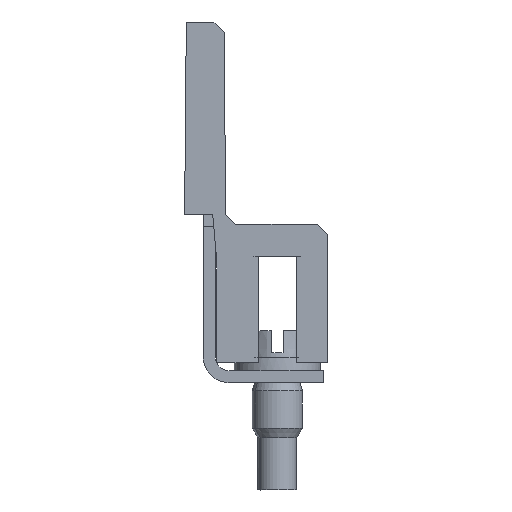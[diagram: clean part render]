
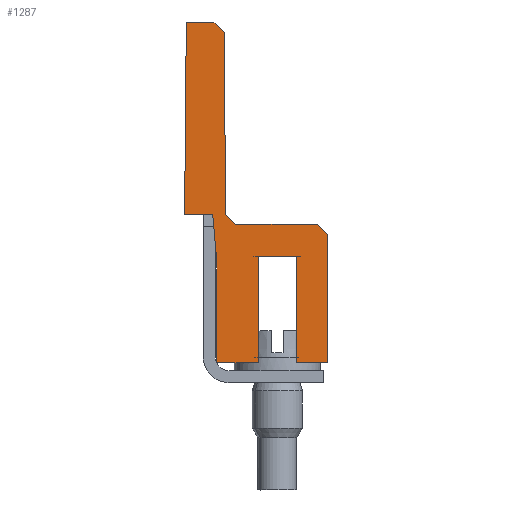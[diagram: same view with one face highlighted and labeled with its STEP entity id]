
A CAD part, left-side view. The second image highlights one B-rep face of the part: STEP entity #1287.
In plain terms, the highlighted planar face has unit normal (-1, 0, 0).
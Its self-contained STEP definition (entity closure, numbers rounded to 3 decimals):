
#1247=AXIS2_PLACEMENT_3D('Plane Axis2P3D',#1244,#1245,#1246) ;
#210=CARTESIAN_POINT('Vertex',(0.163,5.154,22.852)) ;
#213=CARTESIAN_POINT('Line Origine',(0.163,5.115,18.305)) ;
#217=CARTESIAN_POINT('Vertex',(0.163,5.075,13.757)) ;
#505=CARTESIAN_POINT('Vertex',(0.163,4.575,13.257)) ;
#508=CARTESIAN_POINT('Line Origine',(0.163,4.825,13.507)) ;
#529=CARTESIAN_POINT('Vertex',(0.162,0.5,13.257)) ;
#532=CARTESIAN_POINT('Line Origine',(0.163,2.538,13.257)) ;
#571=CARTESIAN_POINT('Vertex',(0.163,0.,12.757)) ;
#574=CARTESIAN_POINT('Line Origine',(0.162,0.25,13.007)) ;
#591=CARTESIAN_POINT('Line Origine',(0.163,0.,9.557)) ;
#595=CARTESIAN_POINT('Vertex',(0.163,0.,6.357)) ;
#615=CARTESIAN_POINT('Line Origine',(0.163,0.778,6.357)) ;
#619=CARTESIAN_POINT('Vertex',(0.163,1.557,6.357)) ;
#643=CARTESIAN_POINT('Vertex',(0.163,1.557,11.657)) ;
#646=CARTESIAN_POINT('Line Origine',(0.163,1.557,9.007)) ;
#663=CARTESIAN_POINT('Line Origine',(0.163,2.5,11.657)) ;
#667=CARTESIAN_POINT('Vertex',(0.163,3.443,11.657)) ;
#700=CARTESIAN_POINT('Line Origine',(0.163,3.443,9.007)) ;
#704=CARTESIAN_POINT('Vertex',(0.163,3.443,6.357)) ;
#719=CARTESIAN_POINT('Line Origine',(0.163,4.484,6.357)) ;
#723=CARTESIAN_POINT('Vertex',(0.163,5.525,6.357)) ;
#747=CARTESIAN_POINT('Vertex',(0.163,5.525,11.482)) ;
#750=CARTESIAN_POINT('Line Origine',(0.163,5.525,8.919)) ;
#771=CARTESIAN_POINT('Vertex',(0.163,5.724,13.754)) ;
#774=CARTESIAN_POINT('Line Origine',(0.163,5.624,12.618)) ;
#791=CARTESIAN_POINT('Line Origine',(0.163,5.724,13.755)) ;
#795=CARTESIAN_POINT('Vertex',(0.163,5.724,13.757)) ;
#1224=CARTESIAN_POINT('Vertex',(0.163,5.659,23.357)) ;
#1227=CARTESIAN_POINT('Line Origine',(0.162,5.407,23.105)) ;
#1244=CARTESIAN_POINT('Axis2P3D Location',(0.163,2.5,6.357)) ;
#1249=CARTESIAN_POINT('Line Origine',(0.163,6.424,13.757)) ;
#1253=CARTESIAN_POINT('Vertex',(0.163,7.125,13.757)) ;
#1256=CARTESIAN_POINT('Line Origine',(0.163,6.35,23.357)) ;
#1260=CARTESIAN_POINT('Vertex',(0.163,7.041,23.357)) ;
#1263=CARTESIAN_POINT('Line Origine',(0.163,7.083,18.557)) ;
#214=DIRECTION('Vector Direction',(0.,-0.009,-1.)) ;
#509=DIRECTION('Vector Direction',(0.,0.707,0.707)) ;
#533=DIRECTION('Vector Direction',(0.,-1.,0.)) ;
#575=DIRECTION('Vector Direction',(0.,-0.707,-0.707)) ;
#592=DIRECTION('Vector Direction',(0.,0.,-1.)) ;
#616=DIRECTION('Vector Direction',(0.,-1.,0.)) ;
#647=DIRECTION('Vector Direction',(0.,0.,-1.)) ;
#664=DIRECTION('Vector Direction',(0.,-1.,0.)) ;
#701=DIRECTION('Vector Direction',(0.,0.,-1.)) ;
#720=DIRECTION('Vector Direction',(0.,-1.,0.)) ;
#751=DIRECTION('Vector Direction',(0.,0.,-1.)) ;
#775=DIRECTION('Vector Direction',(0.,-0.087,-0.996)) ;
#792=DIRECTION('Vector Direction',(0.,0.,-1.)) ;
#1228=DIRECTION('Vector Direction',(0.,-0.707,-0.707)) ;
#1245=DIRECTION('Axis2P3D Direction',(-1.,0.,0.)) ;
#1246=DIRECTION('Axis2P3D XDirection',(0.,-1.,0.)) ;
#1250=DIRECTION('Vector Direction',(0.,-1.,0.)) ;
#1257=DIRECTION('Vector Direction',(0.,-1.,0.)) ;
#1264=DIRECTION('Vector Direction',(0.,0.009,-1.)) ;
#215=VECTOR('Line Direction',#214,1.) ;
#510=VECTOR('Line Direction',#509,1.) ;
#534=VECTOR('Line Direction',#533,1.) ;
#576=VECTOR('Line Direction',#575,1.) ;
#593=VECTOR('Line Direction',#592,1.) ;
#617=VECTOR('Line Direction',#616,1.) ;
#648=VECTOR('Line Direction',#647,1.) ;
#665=VECTOR('Line Direction',#664,1.) ;
#702=VECTOR('Line Direction',#701,1.) ;
#721=VECTOR('Line Direction',#720,1.) ;
#752=VECTOR('Line Direction',#751,1.) ;
#776=VECTOR('Line Direction',#775,1.) ;
#793=VECTOR('Line Direction',#792,1.) ;
#1229=VECTOR('Line Direction',#1228,1.) ;
#1251=VECTOR('Line Direction',#1250,1.) ;
#1258=VECTOR('Line Direction',#1257,1.) ;
#1265=VECTOR('Line Direction',#1264,1.) ;
#1269=ORIENTED_EDGE('',*,*,#1255,.T.) ;
#1270=ORIENTED_EDGE('',*,*,#797,.T.) ;
#1271=ORIENTED_EDGE('',*,*,#778,.T.) ;
#1272=ORIENTED_EDGE('',*,*,#754,.T.) ;
#1273=ORIENTED_EDGE('',*,*,#725,.T.) ;
#1274=ORIENTED_EDGE('',*,*,#706,.T.) ;
#1275=ORIENTED_EDGE('',*,*,#669,.T.) ;
#1276=ORIENTED_EDGE('',*,*,#650,.F.) ;
#1277=ORIENTED_EDGE('',*,*,#621,.T.) ;
#1278=ORIENTED_EDGE('',*,*,#597,.T.) ;
#1279=ORIENTED_EDGE('',*,*,#578,.F.) ;
#1280=ORIENTED_EDGE('',*,*,#536,.T.) ;
#1281=ORIENTED_EDGE('',*,*,#512,.T.) ;
#1282=ORIENTED_EDGE('',*,*,#219,.T.) ;
#1283=ORIENTED_EDGE('',*,*,#1231,.F.) ;
#1284=ORIENTED_EDGE('',*,*,#1262,.T.) ;
#1285=ORIENTED_EDGE('',*,*,#1267,.T.) ;
#1287=ADVANCED_FACE('KU_WQV2.5/8',(#1286),#1248,.T.) ;
#219=EDGE_CURVE('',#218,#211,#216,.F.) ;
#512=EDGE_CURVE('',#506,#218,#511,.T.) ;
#536=EDGE_CURVE('',#530,#506,#535,.F.) ;
#578=EDGE_CURVE('',#530,#572,#577,.T.) ;
#597=EDGE_CURVE('',#596,#572,#594,.F.) ;
#621=EDGE_CURVE('',#620,#596,#618,.T.) ;
#650=EDGE_CURVE('',#620,#644,#649,.F.) ;
#669=EDGE_CURVE('',#668,#644,#666,.T.) ;
#706=EDGE_CURVE('',#705,#668,#703,.F.) ;
#725=EDGE_CURVE('',#724,#705,#722,.T.) ;
#754=EDGE_CURVE('',#748,#724,#753,.T.) ;
#778=EDGE_CURVE('',#772,#748,#777,.T.) ;
#797=EDGE_CURVE('',#796,#772,#794,.T.) ;
#1231=EDGE_CURVE('',#1225,#211,#1230,.T.) ;
#1255=EDGE_CURVE('',#1254,#796,#1252,.T.) ;
#1262=EDGE_CURVE('',#1225,#1261,#1259,.F.) ;
#1267=EDGE_CURVE('',#1261,#1254,#1266,.T.) ;
#1268=EDGE_LOOP('',(#1269,#1270,#1271,#1272,#1273,#1274,#1275,#1276,#1277,#1278,#1279,#1280,#1281,#1282,#1283,#1284,#1285)) ;
#1286=FACE_OUTER_BOUND('',#1268,.T.) ;
#216=LINE('Line',#213,#215) ;
#511=LINE('Line',#508,#510) ;
#535=LINE('Line',#532,#534) ;
#577=LINE('Line',#574,#576) ;
#594=LINE('Line',#591,#593) ;
#618=LINE('Line',#615,#617) ;
#649=LINE('Line',#646,#648) ;
#666=LINE('Line',#663,#665) ;
#703=LINE('Line',#700,#702) ;
#722=LINE('Line',#719,#721) ;
#753=LINE('Line',#750,#752) ;
#777=LINE('Line',#774,#776) ;
#794=LINE('Line',#791,#793) ;
#1230=LINE('Line',#1227,#1229) ;
#1252=LINE('Line',#1249,#1251) ;
#1259=LINE('Line',#1256,#1258) ;
#1266=LINE('Line',#1263,#1265) ;
#1248=PLANE('',#1247) ;
#211=VERTEX_POINT('',#210) ;
#218=VERTEX_POINT('',#217) ;
#506=VERTEX_POINT('',#505) ;
#530=VERTEX_POINT('',#529) ;
#572=VERTEX_POINT('',#571) ;
#596=VERTEX_POINT('',#595) ;
#620=VERTEX_POINT('',#619) ;
#644=VERTEX_POINT('',#643) ;
#668=VERTEX_POINT('',#667) ;
#705=VERTEX_POINT('',#704) ;
#724=VERTEX_POINT('',#723) ;
#748=VERTEX_POINT('',#747) ;
#772=VERTEX_POINT('',#771) ;
#796=VERTEX_POINT('',#795) ;
#1225=VERTEX_POINT('',#1224) ;
#1254=VERTEX_POINT('',#1253) ;
#1261=VERTEX_POINT('',#1260) ;
